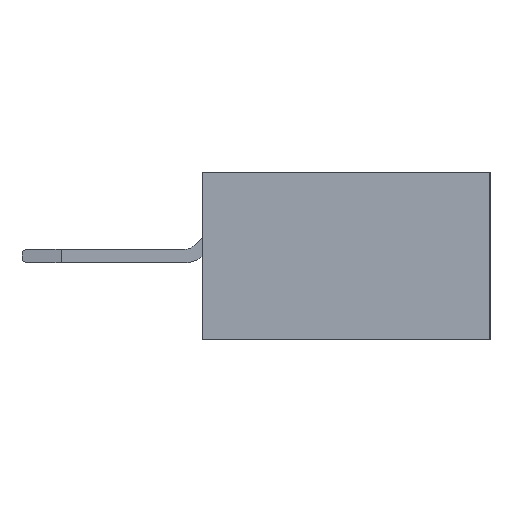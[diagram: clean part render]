
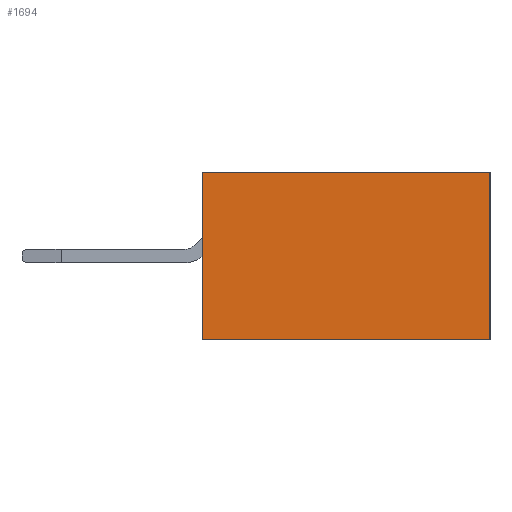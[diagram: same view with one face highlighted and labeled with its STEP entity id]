
A CAD part, left-side view. The second image highlights one B-rep face of the part: STEP entity #1694.
In plain terms, the highlighted planar face has unit normal (-1, 0, 0).
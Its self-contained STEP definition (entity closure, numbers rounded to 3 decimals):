
#1630=CARTESIAN_POINT('',(-14.,2.15,-2.25));
#1631=DIRECTION('',(0.,0.,1.));
#1632=DIRECTION('',(-1.,0.,0.));
#1633=AXIS2_PLACEMENT_3D('',#1630,#1632,#1631);
#1634=PLANE('',#1633);
#1635=CARTESIAN_POINT('',(-14.,4.,-1.));
#1636=VERTEX_POINT('',#1635);
#1637=CARTESIAN_POINT('',(-14.,0.,-1.));
#1638=VERTEX_POINT('',#1637);
#1639=CARTESIAN_POINT('',(-14.,4.,-1.));
#1640=CARTESIAN_POINT('',(-14.,3.2,-1.));
#1641=CARTESIAN_POINT('',(-14.,2.4,-1.));
#1642=CARTESIAN_POINT('',(-14.,1.6,-1.));
#1643=CARTESIAN_POINT('',(-14.,0.8,-1.));
#1644=CARTESIAN_POINT('',(-14.,0.,-1.));
#1645=B_SPLINE_CURVE_WITH_KNOTS('',5,(#1639,#1640,#1641,#1642,#1643,#1644),.UNSPECIFIED.,.F.,.U.,(6,6),(0.,4.),.UNSPECIFIED.);
#1646=EDGE_CURVE('',#1636,#1638,#1645,.T.);
#1647=ORIENTED_EDGE('',*,*,#1646,.F.);
#1648=CARTESIAN_POINT('',(-14.,4.3,-1.));
#1649=VERTEX_POINT('',#1648);
#1650=CARTESIAN_POINT('',(-14.,4.3,-1.));
#1651=DIRECTION('',(0.,-1.,0.));
#1652=VECTOR('',#1651,0.3);
#1653=LINE('',#1650,#1652);
#1654=EDGE_CURVE('',#1649,#1636,#1653,.T.);
#1655=ORIENTED_EDGE('',*,*,#1654,.F.);
#1656=CARTESIAN_POINT('',(-14.,4.3,-3.5));
#1657=VERTEX_POINT('',#1656);
#1658=CARTESIAN_POINT('',(-14.,4.3,-1.));
#1659=DIRECTION('',(0.,0.,-1.));
#1660=VECTOR('',#1659,2.5);
#1661=LINE('',#1658,#1660);
#1662=EDGE_CURVE('',#1649,#1657,#1661,.T.);
#1663=ORIENTED_EDGE('',*,*,#1662,.T.);
#1664=CARTESIAN_POINT('',(-14.,4.,-3.5));
#1665=VERTEX_POINT('',#1664);
#1666=CARTESIAN_POINT('',(-14.,4.3,-3.5));
#1667=DIRECTION('',(0.,-1.,0.));
#1668=VECTOR('',#1667,0.3);
#1669=LINE('',#1666,#1668);
#1670=EDGE_CURVE('',#1657,#1665,#1669,.T.);
#1671=ORIENTED_EDGE('',*,*,#1670,.T.);
#1672=CARTESIAN_POINT('',(-14.,0.,-3.5));
#1673=VERTEX_POINT('',#1672);
#1674=CARTESIAN_POINT('',(-14.,0.,-3.5));
#1675=CARTESIAN_POINT('',(-14.,0.8,-3.5));
#1676=CARTESIAN_POINT('',(-14.,1.6,-3.5));
#1677=CARTESIAN_POINT('',(-14.,2.4,-3.5));
#1678=CARTESIAN_POINT('',(-14.,3.2,-3.5));
#1679=CARTESIAN_POINT('',(-14.,4.,-3.5));
#1680=B_SPLINE_CURVE_WITH_KNOTS('',5,(#1674,#1675,#1676,#1677,#1678,#1679),.UNSPECIFIED.,.F.,.U.,(6,6),(0.,4.),.UNSPECIFIED.);
#1681=EDGE_CURVE('',#1673,#1665,#1680,.T.);
#1682=ORIENTED_EDGE('',*,*,#1681,.F.);
#1683=CARTESIAN_POINT('',(-14.,0.,-1.));
#1684=CARTESIAN_POINT('',(-14.,0.,-1.5));
#1685=CARTESIAN_POINT('',(-14.,0.,-2.));
#1686=CARTESIAN_POINT('',(-14.,0.,-2.5));
#1687=CARTESIAN_POINT('',(-14.,0.,-3.));
#1688=CARTESIAN_POINT('',(-14.,0.,-3.5));
#1689=B_SPLINE_CURVE_WITH_KNOTS('',5,(#1683,#1684,#1685,#1686,#1687,#1688),.UNSPECIFIED.,.F.,.U.,(6,6),(0.,2.5),.UNSPECIFIED.);
#1690=EDGE_CURVE('',#1638,#1673,#1689,.T.);
#1691=ORIENTED_EDGE('',*,*,#1690,.F.);
#1692=EDGE_LOOP('',(#1647,#1655,#1663,#1671,#1682,#1691));
#1693=FACE_OUTER_BOUND('',#1692,.T.);
#1694=ADVANCED_FACE('',(#1693),#1634,.T.);
